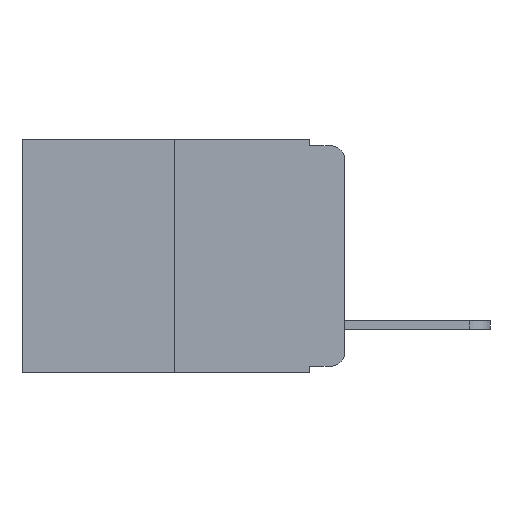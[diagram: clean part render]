
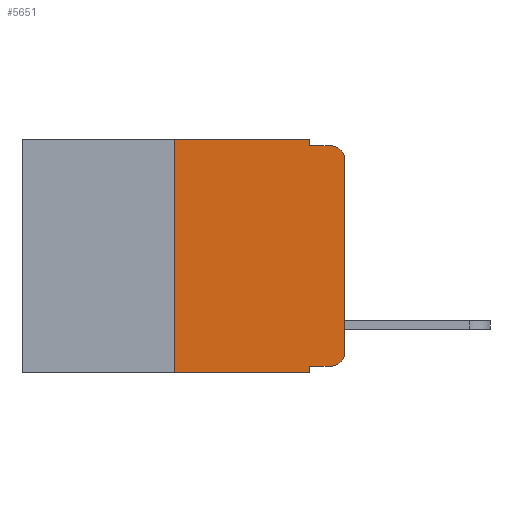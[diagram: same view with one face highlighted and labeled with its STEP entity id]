
A CAD part, left-side view. The second image highlights one B-rep face of the part: STEP entity #5651.
In plain terms, the highlighted planar face has unit normal (-1, 0, 0).
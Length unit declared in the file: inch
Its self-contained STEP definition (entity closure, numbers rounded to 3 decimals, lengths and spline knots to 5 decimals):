
#14 = EDGE_CURVE ( 'NONE', #1059, #4159, #11843, .T. ) ;
#36 = EDGE_CURVE ( 'NONE', #1059, #12603, #705, .T. ) ;
#60 = EDGE_CURVE ( 'NONE', #12603, #11487, #5267, .T. ) ;
#98 = ORIENTED_EDGE ( 'NONE', *, *, #5494, .T. ) ;
#106 = CARTESIAN_POINT ( 'NONE',  ( 0., 0., 0. ) ) ;
#153 = ORIENTED_EDGE ( 'NONE', *, *, #14, .F. ) ;
#177 = FACE_OUTER_BOUND ( 'NONE', #9020, .T. ) ;
#459 = ORIENTED_EDGE ( 'NONE', *, *, #36, .T. ) ;
#564 = ORIENTED_EDGE ( 'NONE', *, *, #60, .T. ) ;
#699 = CARTESIAN_POINT ( 'NONE',  ( 0., 0.051, 0. ) ) ;
#705 = LINE ( 'NONE', #10345, #8729 ) ;
#1039 = VERTEX_POINT ( 'NONE', #13466 ) ;
#1059 = VERTEX_POINT ( 'NONE', #12910 ) ;
#1189 = AXIS2_PLACEMENT_3D ( 'NONE', #10638, #10629, #10612 ) ;
#1437 = CIRCLE ( 'NONE', #3269, 0.02 ) ;
#1667 = CARTESIAN_POINT ( 'NONE',  ( 0., 0.051, 0. ) ) ;
#2371 = VECTOR ( 'NONE', #9177, 39.37008 ) ;
#2765 = DIRECTION ( 'NONE',  ( 0., 0., -1. ) ) ;
#3024 = VERTEX_POINT ( 'NONE', #699 ) ;
#3079 = CARTESIAN_POINT ( 'NONE',  ( 0., 0.473, -0.343 ) ) ;
#3269 = AXIS2_PLACEMENT_3D ( 'NONE', #6710, #13289, #7710 ) ;
#3503 = ORIENTED_EDGE ( 'NONE', *, *, #12105, .F. ) ;
#3568 = ORIENTED_EDGE ( 'NONE', *, *, #11499, .F. ) ;
#3924 = ORIENTED_EDGE ( 'NONE', *, *, #10855, .T. ) ;
#3970 = CARTESIAN_POINT ( 'NONE',  ( 0., 0.02, -0.313 ) ) ;
#3986 = DIRECTION ( 'NONE',  ( -1., 0., 0. ) ) ;
#4159 = VERTEX_POINT ( 'NONE', #8610 ) ;
#4482 = CARTESIAN_POINT ( 'NONE',  ( 0., 0.051, -0.01 ) ) ;
#4495 = CARTESIAN_POINT ( 'NONE',  ( 0., 0.02, -0.333 ) ) ;
#4608 = LINE ( 'NONE', #106, #9544 ) ;
#4756 = CARTESIAN_POINT ( 'NONE',  ( 0., 0.051, -0.01 ) ) ;
#5229 = ORIENTED_EDGE ( 'NONE', *, *, #9779, .T. ) ;
#5267 = CIRCLE ( 'NONE', #13429, 0.02 ) ;
#5301 = DIRECTION ( 'NONE',  ( 0., 0., 1. ) ) ;
#5384 = ORIENTED_EDGE ( 'NONE', *, *, #10888, .F. ) ;
#5494 = EDGE_CURVE ( 'NONE', #12958, #4159, #6337, .T. ) ;
#5651 = ADVANCED_FACE ( 'NONE', ( #177 ), #10540, .F. ) ;
#5662 = LINE ( 'NONE', #4482, #6863 ) ;
#6147 = LINE ( 'NONE', #9130, #10828 ) ;
#6337 = LINE ( 'NONE', #3079, #13311 ) ;
#6407 = CARTESIAN_POINT ( 'NONE',  ( 0., 0.051, 0. ) ) ;
#6701 = DIRECTION ( 'NONE',  ( 0., 0., -1. ) ) ;
#6710 = CARTESIAN_POINT ( 'NONE',  ( 0., 0.02, -0.03 ) ) ;
#6863 = VECTOR ( 'NONE', #10666, 39.37008 ) ;
#6921 = ORIENTED_EDGE ( 'NONE', *, *, #12077, .F. ) ;
#7332 = DIRECTION ( 'NONE',  ( 0., -1., 0. ) ) ;
#7710 = DIRECTION ( 'NONE',  ( 0., 0., -1. ) ) ;
#8196 = VERTEX_POINT ( 'NONE', #4756 ) ;
#8197 = CARTESIAN_POINT ( 'NONE',  ( 0., 0.473, 0. ) ) ;
#8272 = LINE ( 'NONE', #8197, #2371 ) ;
#8550 = DIRECTION ( 'NONE',  ( 0., -1., 0. ) ) ;
#8610 = CARTESIAN_POINT ( 'NONE',  ( 0., 0.051, -0.343 ) ) ;
#8635 = VERTEX_POINT ( 'NONE', #10655 ) ;
#8729 = VECTOR ( 'NONE', #8550, 39.37008 ) ;
#9020 = EDGE_LOOP ( 'NONE', ( #5229, #3924, #5384, #3568, #3503, #6921, #98, #153, #459, #564 ) ) ;
#9033 = CARTESIAN_POINT ( 'NONE',  ( 0., 0.02, -0.01 ) ) ;
#9130 = CARTESIAN_POINT ( 'NONE',  ( 0., 0.25, 0. ) ) ;
#9177 = DIRECTION ( 'NONE',  ( 0., -1., 0. ) ) ;
#9544 = VECTOR ( 'NONE', #5301, 39.37008 ) ;
#9779 = EDGE_CURVE ( 'NONE', #11487, #1039, #4608, .T. ) ;
#9804 = LINE ( 'NONE', #1667, #11991 ) ;
#10345 = CARTESIAN_POINT ( 'NONE',  ( 0., 0.051, -0.333 ) ) ;
#10402 = VERTEX_POINT ( 'NONE', #9033 ) ;
#10540 = PLANE ( 'NONE',  #1189 ) ;
#10612 = DIRECTION ( 'NONE',  ( 0., 0., -1. ) ) ;
#10629 = DIRECTION ( 'NONE',  ( 1., 0., 0. ) ) ;
#10638 = CARTESIAN_POINT ( 'NONE',  ( 0., 0.473, 0. ) ) ;
#10655 = CARTESIAN_POINT ( 'NONE',  ( 0., 0.25, 0. ) ) ;
#10666 = DIRECTION ( 'NONE',  ( 0., -1., 0. ) ) ;
#10828 = VECTOR ( 'NONE', #11965, 39.37008 ) ;
#10855 = EDGE_CURVE ( 'NONE', #1039, #10402, #1437, .T. ) ;
#10888 = EDGE_CURVE ( 'NONE', #8196, #10402, #5662, .T. ) ;
#10980 = CARTESIAN_POINT ( 'NONE',  ( 0., 0.25, -0.343 ) ) ;
#11235 = DIRECTION ( 'NONE',  ( 0., 0., -1. ) ) ;
#11244 = VECTOR ( 'NONE', #6701, 39.37008 ) ;
#11487 = VERTEX_POINT ( 'NONE', #12132 ) ;
#11499 = EDGE_CURVE ( 'NONE', #3024, #8196, #9804, .T. ) ;
#11843 = LINE ( 'NONE', #6407, #11244 ) ;
#11965 = DIRECTION ( 'NONE',  ( 0., 0., 1. ) ) ;
#11991 = VECTOR ( 'NONE', #11235, 39.37008 ) ;
#12077 = EDGE_CURVE ( 'NONE', #12958, #8635, #6147, .T. ) ;
#12105 = EDGE_CURVE ( 'NONE', #8635, #3024, #8272, .T. ) ;
#12132 = CARTESIAN_POINT ( 'NONE',  ( 0., 0., -0.313 ) ) ;
#12603 = VERTEX_POINT ( 'NONE', #4495 ) ;
#12910 = CARTESIAN_POINT ( 'NONE',  ( 0., 0.051, -0.333 ) ) ;
#12958 = VERTEX_POINT ( 'NONE', #10980 ) ;
#13289 = DIRECTION ( 'NONE',  ( -1., 0., 0. ) ) ;
#13311 = VECTOR ( 'NONE', #7332, 39.37008 ) ;
#13429 = AXIS2_PLACEMENT_3D ( 'NONE', #3970, #3986, #2765 ) ;
#13466 = CARTESIAN_POINT ( 'NONE',  ( 0., 0., -0.03 ) ) ;
